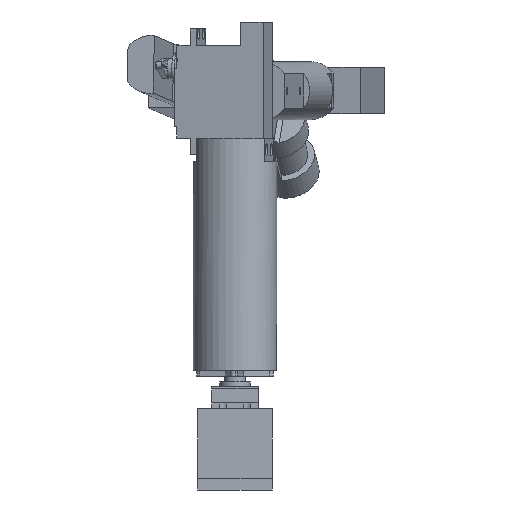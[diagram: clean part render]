
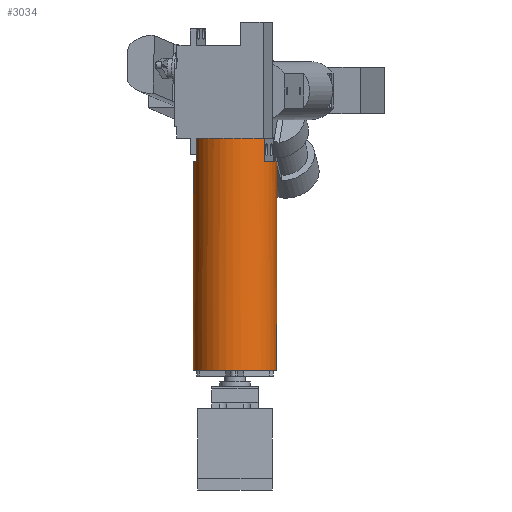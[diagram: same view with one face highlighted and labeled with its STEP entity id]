
A CAD part, left-side view. The second image highlights one B-rep face of the part: STEP entity #3034.
In plain terms, the highlighted cylindrical face has radius 18 mm (diameter 36 mm), a full revolution.
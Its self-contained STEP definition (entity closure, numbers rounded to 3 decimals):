
#155=CYLINDRICAL_SURFACE('',#3505,18.);
#365=CIRCLE('',#3501,18.);
#366=CIRCLE('',#3504,18.);
#367=CIRCLE('',#3506,18.);
#368=CIRCLE('',#3507,18.);
#369=CIRCLE('',#3508,18.);
#370=CIRCLE('',#3509,18.);
#515=FACE_OUTER_BOUND('',#749,.T.);
#749=EDGE_LOOP('',(#2548,#2549,#2550,#2551,#2552,#2553,#2554,#2555,#2556,
#2557,#2558,#2559));
#966=LINE('',#5111,#1222);
#968=LINE('',#5114,#1224);
#970=LINE('',#5122,#1226);
#972=LINE('',#5125,#1228);
#973=LINE('',#5132,#1229);
#1222=VECTOR('',#4225,10.);
#1224=VECTOR('',#4227,10.);
#1226=VECTOR('',#4235,10.);
#1228=VECTOR('',#4237,10.);
#1229=VECTOR('',#4246,18.);
#1502=VERTEX_POINT('',#5107);
#1503=VERTEX_POINT('',#5108);
#1504=VERTEX_POINT('',#5110);
#1505=VERTEX_POINT('',#5112);
#1506=VERTEX_POINT('',#5118);
#1507=VERTEX_POINT('',#5119);
#1508=VERTEX_POINT('',#5121);
#1509=VERTEX_POINT('',#5123);
#1510=VERTEX_POINT('',#5129);
#1511=VERTEX_POINT('',#5131);
#1864=EDGE_CURVE('',#1504,#1502,#966,.T.);
#1866=EDGE_CURVE('',#1503,#1505,#968,.T.);
#1867=EDGE_CURVE('',#1505,#1504,#365,.T.);
#1869=EDGE_CURVE('',#1508,#1506,#970,.T.);
#1871=EDGE_CURVE('',#1507,#1509,#972,.T.);
#1872=EDGE_CURVE('',#1509,#1508,#366,.T.);
#1873=EDGE_CURVE('',#1510,#1502,#367,.T.);
#1874=EDGE_CURVE('',#1510,#1511,#973,.T.);
#1875=EDGE_CURVE('',#1511,#1511,#368,.T.);
#1876=EDGE_CURVE('',#1507,#1510,#369,.T.);
#1877=EDGE_CURVE('',#1503,#1506,#370,.T.);
#2548=ORIENTED_EDGE('',*,*,#1866,.T.);
#2549=ORIENTED_EDGE('',*,*,#1867,.T.);
#2550=ORIENTED_EDGE('',*,*,#1864,.T.);
#2551=ORIENTED_EDGE('',*,*,#1873,.F.);
#2552=ORIENTED_EDGE('',*,*,#1874,.T.);
#2553=ORIENTED_EDGE('',*,*,#1875,.T.);
#2554=ORIENTED_EDGE('',*,*,#1874,.F.);
#2555=ORIENTED_EDGE('',*,*,#1876,.F.);
#2556=ORIENTED_EDGE('',*,*,#1871,.T.);
#2557=ORIENTED_EDGE('',*,*,#1872,.T.);
#2558=ORIENTED_EDGE('',*,*,#1869,.T.);
#2559=ORIENTED_EDGE('',*,*,#1877,.F.);
#3034=ADVANCED_FACE('',(#515),#155,.T.);
#3501=AXIS2_PLACEMENT_3D('',#5116,#4230,#4231);
#3504=AXIS2_PLACEMENT_3D('',#5127,#4240,#4241);
#3505=AXIS2_PLACEMENT_3D('',#5128,#4242,#4243);
#3506=AXIS2_PLACEMENT_3D('',#5130,#4244,#4245);
#3507=AXIS2_PLACEMENT_3D('',#5133,#4247,#4248);
#3508=AXIS2_PLACEMENT_3D('',#5134,#4249,#4250);
#3509=AXIS2_PLACEMENT_3D('',#5135,#4251,#4252);
#4225=DIRECTION('',(0.,1.,0.));
#4227=DIRECTION('',(0.,-1.,0.));
#4230=DIRECTION('center_axis',(0.,-1.,0.));
#4231=DIRECTION('ref_axis',(-1.,0.,0.));
#4235=DIRECTION('',(0.,1.,0.));
#4237=DIRECTION('',(0.,-1.,0.));
#4240=DIRECTION('center_axis',(0.,-1.,0.));
#4241=DIRECTION('ref_axis',(-1.,0.,0.));
#4242=DIRECTION('center_axis',(0.,1.,0.));
#4243=DIRECTION('ref_axis',(-1.,0.,0.));
#4244=DIRECTION('center_axis',(0.,1.,0.));
#4245=DIRECTION('ref_axis',(-1.,0.,0.));
#4246=DIRECTION('',(0.,-1.,0.));
#4247=DIRECTION('center_axis',(0.,1.,0.));
#4248=DIRECTION('ref_axis',(-1.,0.,0.));
#4249=DIRECTION('center_axis',(0.,1.,0.));
#4250=DIRECTION('ref_axis',(-1.,0.,0.));
#4251=DIRECTION('center_axis',(0.,1.,0.));
#4252=DIRECTION('ref_axis',(-1.,0.,0.));
#5107=CARTESIAN_POINT('',(10.,100.,-14.967));
#5108=CARTESIAN_POINT('',(-10.,100.,-14.967));
#5110=CARTESIAN_POINT('',(10.,90.,-14.967));
#5111=CARTESIAN_POINT('',(10.,0.,-14.967));
#5112=CARTESIAN_POINT('',(-10.,90.,-14.967));
#5114=CARTESIAN_POINT('',(-10.,0.,-14.967));
#5116=CARTESIAN_POINT('Origin',(0.,90.,0.));
#5118=CARTESIAN_POINT('',(-10.,100.,14.967));
#5119=CARTESIAN_POINT('',(10.,100.,14.967));
#5121=CARTESIAN_POINT('',(-10.,90.,14.967));
#5122=CARTESIAN_POINT('',(-10.,0.,14.967));
#5123=CARTESIAN_POINT('',(10.,90.,14.967));
#5125=CARTESIAN_POINT('',(10.,0.,14.967));
#5127=CARTESIAN_POINT('Origin',(0.,90.,0.));
#5128=CARTESIAN_POINT('Origin',(0.,0.,0.));
#5129=CARTESIAN_POINT('',(18.,100.,0.));
#5130=CARTESIAN_POINT('Origin',(0.,100.,0.));
#5131=CARTESIAN_POINT('',(18.,0.,0.));
#5132=CARTESIAN_POINT('',(18.,0.,0.));
#5133=CARTESIAN_POINT('Origin',(0.,0.,0.));
#5134=CARTESIAN_POINT('Origin',(0.,100.,0.));
#5135=CARTESIAN_POINT('Origin',(0.,100.,0.));
